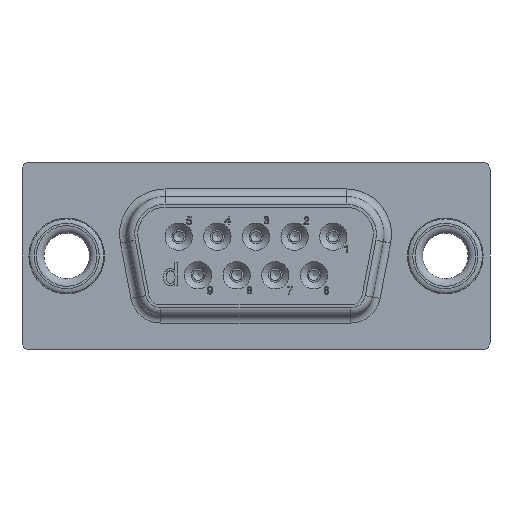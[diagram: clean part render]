
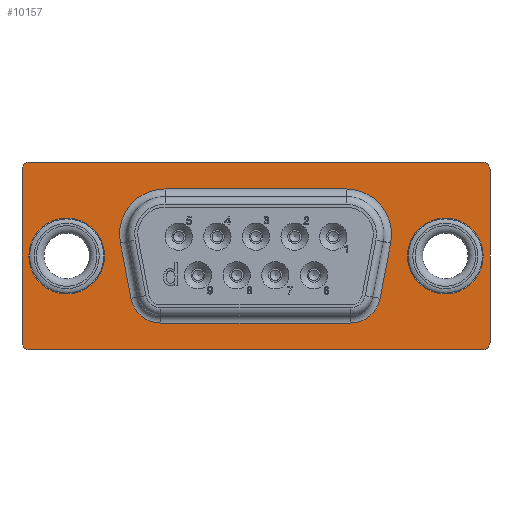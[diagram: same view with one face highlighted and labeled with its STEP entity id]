
A CAD part, front view. The second image highlights one B-rep face of the part: STEP entity #10157.
In plain terms, the highlighted planar face has unit normal (0, -1, 0).
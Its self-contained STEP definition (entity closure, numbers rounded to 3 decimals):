
#298=CIRCLE('',#10688,3.);
#299=CIRCLE('',#10689,2.);
#300=CIRCLE('',#10690,2.);
#301=CIRCLE('',#10691,3.);
#302=CIRCLE('',#10692,2.5);
#303=CIRCLE('',#10693,2.5);
#304=CIRCLE('',#10694,0.5);
#305=CIRCLE('',#10695,0.5);
#306=CIRCLE('',#10696,0.5);
#307=CIRCLE('',#10697,0.5);
#918=ORIENTED_EDGE('',*,*,#2879,.T.);
#919=ORIENTED_EDGE('',*,*,#2880,.T.);
#920=ORIENTED_EDGE('',*,*,#2881,.T.);
#921=ORIENTED_EDGE('',*,*,#2882,.T.);
#922=ORIENTED_EDGE('',*,*,#2883,.T.);
#923=ORIENTED_EDGE('',*,*,#2884,.T.);
#924=ORIENTED_EDGE('',*,*,#2885,.T.);
#925=ORIENTED_EDGE('',*,*,#2886,.T.);
#926=ORIENTED_EDGE('',*,*,#2887,.T.);
#927=ORIENTED_EDGE('',*,*,#2888,.T.);
#928=ORIENTED_EDGE('',*,*,#2851,.F.);
#929=ORIENTED_EDGE('',*,*,#2889,.T.);
#930=ORIENTED_EDGE('',*,*,#2857,.F.);
#931=ORIENTED_EDGE('',*,*,#2890,.T.);
#932=ORIENTED_EDGE('',*,*,#2825,.F.);
#933=ORIENTED_EDGE('',*,*,#2891,.T.);
#934=ORIENTED_EDGE('',*,*,#2861,.F.);
#935=ORIENTED_EDGE('',*,*,#2892,.T.);
#2825=EDGE_CURVE('',#3801,#3802,#4406,.T.);
#2851=EDGE_CURVE('',#3827,#3828,#4432,.T.);
#2857=EDGE_CURVE('',#3833,#3834,#4438,.T.);
#2861=EDGE_CURVE('',#3837,#3838,#4442,.T.);
#2879=EDGE_CURVE('',#3851,#3852,#4450,.F.);
#2880=EDGE_CURVE('',#3852,#3853,#298,.T.);
#2881=EDGE_CURVE('',#3853,#3854,#4451,.T.);
#2882=EDGE_CURVE('',#3854,#3855,#299,.T.);
#2883=EDGE_CURVE('',#3855,#3856,#4452,.T.);
#2884=EDGE_CURVE('',#3856,#3857,#300,.T.);
#2885=EDGE_CURVE('',#3857,#3858,#4453,.F.);
#2886=EDGE_CURVE('',#3858,#3851,#301,.T.);
#2887=EDGE_CURVE('',#3859,#3859,#302,.T.);
#2888=EDGE_CURVE('',#3860,#3860,#303,.T.);
#2889=EDGE_CURVE('',#3827,#3834,#304,.F.);
#2890=EDGE_CURVE('',#3833,#3802,#305,.F.);
#2891=EDGE_CURVE('',#3801,#3838,#306,.F.);
#2892=EDGE_CURVE('',#3837,#3828,#307,.F.);
#3801=VERTEX_POINT('',#14348);
#3802=VERTEX_POINT('',#14349);
#3827=VERTEX_POINT('',#14405);
#3828=VERTEX_POINT('',#14407);
#3833=VERTEX_POINT('',#14420);
#3834=VERTEX_POINT('',#14421);
#3837=VERTEX_POINT('',#14429);
#3838=VERTEX_POINT('',#14430);
#3851=VERTEX_POINT('',#14463);
#3852=VERTEX_POINT('',#14464);
#3853=VERTEX_POINT('',#14466);
#3854=VERTEX_POINT('',#14468);
#3855=VERTEX_POINT('',#14470);
#3856=VERTEX_POINT('',#14472);
#3857=VERTEX_POINT('',#14474);
#3858=VERTEX_POINT('',#14476);
#3859=VERTEX_POINT('',#14479);
#3860=VERTEX_POINT('',#14481);
#4406=LINE('',#14347,#5073);
#4432=LINE('',#14406,#5099);
#4438=LINE('',#14419,#5105);
#4442=LINE('',#14428,#5109);
#4450=LINE('',#14462,#5117);
#4451=LINE('',#14467,#5118);
#4452=LINE('',#14471,#5119);
#4453=LINE('',#14475,#5120);
#5073=VECTOR('',#11603,1000.);
#5099=VECTOR('',#11641,1000.);
#5105=VECTOR('',#11651,1000.);
#5109=VECTOR('',#11657,1000.);
#5117=VECTOR('',#11689,1000.);
#5118=VECTOR('',#11692,1000.);
#5119=VECTOR('',#11695,1000.);
#5120=VECTOR('',#11698,1000.);
#5639=EDGE_LOOP('',(#918,#919,#920,#921,#922,#923,#924,#925));
#5640=EDGE_LOOP('',(#926));
#5641=EDGE_LOOP('',(#927));
#5642=EDGE_LOOP('',(#928,#929,#930,#931,#932,#933,#934,#935));
#6222=FACE_BOUND('',#5639,.T.);
#6223=FACE_BOUND('',#5640,.T.);
#6224=FACE_BOUND('',#5641,.T.);
#6225=FACE_BOUND('',#5642,.T.);
#6749=PLANE('',#10687);
#10157=ADVANCED_FACE('',(#6222,#6223,#6224,#6225),#6749,.F.);
#10687=AXIS2_PLACEMENT_3D('',#14461,#11687,#11688);
#10688=AXIS2_PLACEMENT_3D('',#14465,#11690,#11691);
#10689=AXIS2_PLACEMENT_3D('',#14469,#11693,#11694);
#10690=AXIS2_PLACEMENT_3D('',#14473,#11696,#11697);
#10691=AXIS2_PLACEMENT_3D('',#14477,#11699,#11700);
#10692=AXIS2_PLACEMENT_3D('',#14478,#11701,#11702);
#10693=AXIS2_PLACEMENT_3D('',#14480,#11703,#11704);
#10694=AXIS2_PLACEMENT_3D('',#14482,#11705,#11706);
#10695=AXIS2_PLACEMENT_3D('',#14483,#11707,#11708);
#10696=AXIS2_PLACEMENT_3D('',#14484,#11709,#11710);
#10697=AXIS2_PLACEMENT_3D('',#14485,#11711,#11712);
#11603=DIRECTION('',(0.,0.,-1.));
#11641=DIRECTION('',(0.,0.,1.));
#11651=DIRECTION('',(-1.,0.,0.));
#11657=DIRECTION('',(1.,0.,0.));
#11687=DIRECTION('',(0.,1.,0.));
#11688=DIRECTION('',(0.,0.,1.));
#11689=DIRECTION('',(-1.,0.,0.));
#11690=DIRECTION('',(0.,1.,0.));
#11691=DIRECTION('',(0.,0.,1.));
#11692=DIRECTION('',(-0.188,0.,-0.982));
#11693=DIRECTION('',(0.,1.,0.));
#11694=DIRECTION('',(0.,0.,1.));
#11695=DIRECTION('',(-1.,0.,0.));
#11696=DIRECTION('',(0.,1.,0.));
#11697=DIRECTION('',(0.,0.,1.));
#11698=DIRECTION('',(0.188,0.,-0.982));
#11699=DIRECTION('',(0.,1.,0.));
#11700=DIRECTION('',(0.,0.,1.));
#11701=DIRECTION('',(0.,1.,0.));
#11702=DIRECTION('',(1.,0.,0.));
#11703=DIRECTION('',(0.,1.,0.));
#11704=DIRECTION('',(1.,0.,0.));
#11705=DIRECTION('',(0.,1.,0.));
#11706=DIRECTION('',(0.,0.,1.));
#11707=DIRECTION('',(0.,1.,0.));
#11708=DIRECTION('',(0.,0.,1.));
#11709=DIRECTION('',(0.,1.,0.));
#11710=DIRECTION('',(0.,0.,1.));
#11711=DIRECTION('',(0.,1.,0.));
#11712=DIRECTION('',(0.,0.,1.));
#14347=CARTESIAN_POINT('',(15.45,-0.5,6.2));
#14348=CARTESIAN_POINT('',(15.45,-0.5,5.7));
#14349=CARTESIAN_POINT('',(15.45,-0.5,-5.7));
#14405=CARTESIAN_POINT('',(-15.45,-0.5,-5.7));
#14406=CARTESIAN_POINT('',(-15.45,-0.5,-6.2));
#14407=CARTESIAN_POINT('',(-15.45,-0.5,5.7));
#14419=CARTESIAN_POINT('',(15.45,-0.5,-6.2));
#14420=CARTESIAN_POINT('',(14.95,-0.5,-6.2));
#14421=CARTESIAN_POINT('',(-14.95,-0.5,-6.2));
#14428=CARTESIAN_POINT('',(-15.45,-0.5,6.2));
#14429=CARTESIAN_POINT('',(-14.95,-0.5,6.2));
#14430=CARTESIAN_POINT('',(14.95,-0.5,6.2));
#14461=CARTESIAN_POINT('',(0.,-0.5,0.));
#14462=CARTESIAN_POINT('',(0.,-0.5,4.425));
#14463=CARTESIAN_POINT('',(-6.007,-0.5,4.425));
#14464=CARTESIAN_POINT('',(5.948,-0.5,4.425));
#14465=CARTESIAN_POINT('',(5.948,-0.5,1.425));
#14466=CARTESIAN_POINT('',(8.894,-0.5,0.862));
#14467=CARTESIAN_POINT('',(8.422,-0.5,-1.609));
#14468=CARTESIAN_POINT('',(8.194,-0.5,-2.8));
#14469=CARTESIAN_POINT('',(6.23,-0.5,-2.425));
#14470=CARTESIAN_POINT('',(6.23,-0.5,-4.425));
#14471=CARTESIAN_POINT('',(0.,-0.5,-4.425));
#14472=CARTESIAN_POINT('',(-6.289,-0.5,-4.425));
#14473=CARTESIAN_POINT('',(-6.289,-0.5,-2.425));
#14474=CARTESIAN_POINT('',(-8.253,-0.5,-2.8));
#14475=CARTESIAN_POINT('',(-8.479,-0.5,-1.62));
#14476=CARTESIAN_POINT('',(-8.953,-0.5,0.862));
#14477=CARTESIAN_POINT('',(-6.007,-0.5,1.425));
#14478=CARTESIAN_POINT('',(-12.5,-0.5,0.));
#14479=CARTESIAN_POINT('',(-10.,-0.5,0.));
#14480=CARTESIAN_POINT('',(12.5,-0.5,0.));
#14481=CARTESIAN_POINT('',(15.,-0.5,0.));
#14482=CARTESIAN_POINT('',(-14.95,-0.5,-5.7));
#14483=CARTESIAN_POINT('',(14.95,-0.5,-5.7));
#14484=CARTESIAN_POINT('',(14.95,-0.5,5.7));
#14485=CARTESIAN_POINT('',(-14.95,-0.5,5.7));
